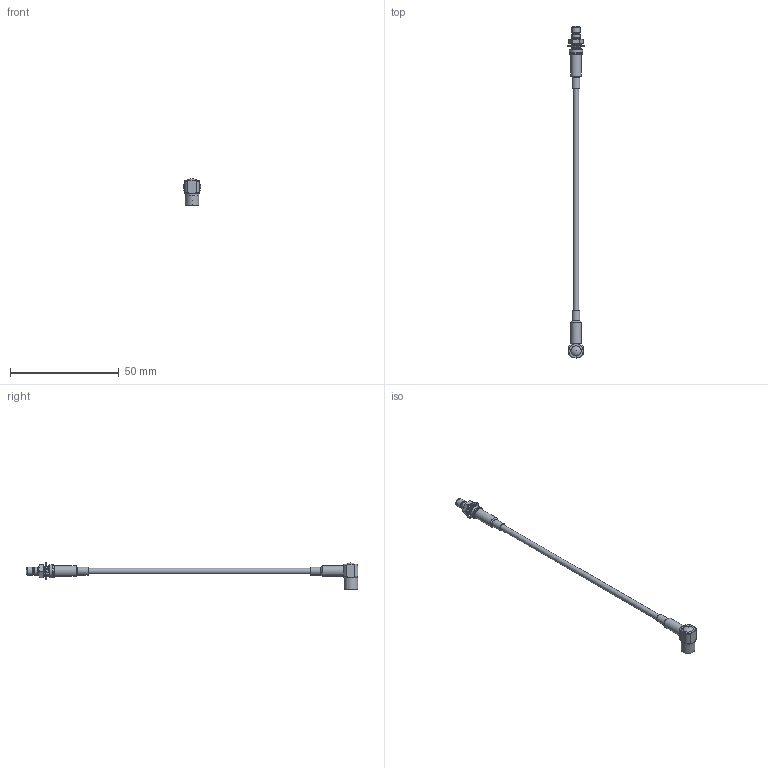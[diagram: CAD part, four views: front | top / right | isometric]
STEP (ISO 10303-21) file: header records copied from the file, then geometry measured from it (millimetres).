
FILE_DESCRIPTION(/* description */ ('Unknown'),/* implementation_level */ '2;1');
FILE_NAME(/* name */ '65503110315301',/* time_stamp */ '2020-01-17T15:27:29+01:00',/* author */ ('Unknown'),/* organization */ ('Unknown'),/* preprocessor_version */ 'ST-DEVELOPER v16.7',/* originating_system */ 'DEX',/* authorisation */ $);
FILE_SCHEMA (('AUTOMOTIVE_DESIGN {1 0 10303 214 3 1 1}'));
Length unit declared in the file: millimetre
Products named in the file (1): 65503110315301
Bounding box: 7.9 x 152.4 x 12.36 mm (x, y, z)
Volume: 3072.2 mm3; surface area: 4994.7 mm2
Topology: 9 solids, 9 shells, 638 faces, 1878 edges, 1236 vertices
Faces by surface type: plane 348, cylinder 170, cone 90, torus 22, bspline 8
Full cylindrical faces by diameter (mm): 0.5 x2, 0.52 x2, 0.55 x2, 0.9 x2, 0.94 x2, 0.96 x2, 1.27 x2, 1.53 x2, 1.55 x2, 2 x2, 2.1 x2, 2.6 x2, 2.7 x2, 2.8 x2, 2.9 x2, 3.32 x2, 3.6 x4, 3.68 x4, 3.72 x2, 4.44 x2, 4.46 x1, 4.62 x2, 4.75 x2, 4.8 x4, 4.82 x2, 5.06 x1, 5.4 x2, 6 x2, 6.3 x2, 7.9 x2
Entity records: 32492 total; most frequent: CARTESIAN_POINT 12645, ORIENTED_EDGE 3400, DIRECTION 3192, EDGE_CURVE 1700, AXIS2_PLACEMENT_3D 1211, VERTEX_POINT 1176, FACE_BOUND 856, EDGE_LOOP 850
